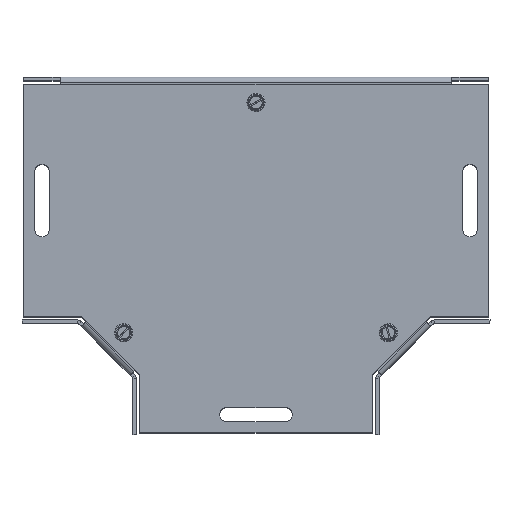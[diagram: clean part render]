
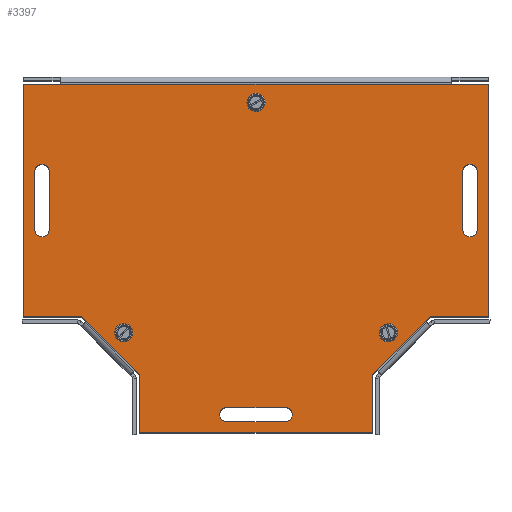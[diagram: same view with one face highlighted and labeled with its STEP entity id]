
A CAD part, top view. The second image highlights one B-rep face of the part: STEP entity #3397.
In plain terms, the highlighted planar face has unit normal (0, 0, 1).
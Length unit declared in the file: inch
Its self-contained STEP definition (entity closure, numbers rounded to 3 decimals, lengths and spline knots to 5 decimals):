
#129=FACE_BOUND('',#543,.T.);
#130=FACE_BOUND('',#544,.T.);
#131=FACE_BOUND('',#545,.T.);
#132=FACE_BOUND('',#546,.T.);
#133=FACE_BOUND('',#547,.T.);
#134=FACE_BOUND('',#548,.T.);
#135=FACE_BOUND('',#549,.T.);
#224=PLANE('',#3624);
#543=EDGE_LOOP('',(#2350,#2351,#2352,#2353));
#544=EDGE_LOOP('',(#2354,#2355,#2356,#2357));
#545=EDGE_LOOP('',(#2358,#2359,#2360,#2361));
#546=EDGE_LOOP('',(#2362,#2363,#2364,#2365,#2366,#2367,#2368,#2369,#2370,
#2371));
#547=EDGE_LOOP('',(#2372));
#548=EDGE_LOOP('',(#2373));
#549=EDGE_LOOP('',(#2374));
#806=LINE('',#4954,#1108);
#810=LINE('',#4965,#1112);
#814=LINE('',#4978,#1116);
#818=LINE('',#4989,#1120);
#822=LINE('',#5002,#1124);
#826=LINE('',#5013,#1128);
#828=LINE('',#5018,#1130);
#832=LINE('',#5026,#1134);
#835=LINE('',#5032,#1137);
#838=LINE('',#5038,#1140);
#839=LINE('',#5040,#1141);
#840=LINE('',#5042,#1142);
#841=LINE('',#5044,#1143);
#842=LINE('',#5046,#1144);
#843=LINE('',#5048,#1145);
#844=LINE('',#5049,#1146);
#1108=VECTOR('',#3956,1.);
#1112=VECTOR('',#3968,1.);
#1116=VECTOR('',#3980,1.);
#1120=VECTOR('',#3992,1.);
#1124=VECTOR('',#4004,1.);
#1128=VECTOR('',#4016,1.);
#1130=VECTOR('',#4020,1.);
#1134=VECTOR('',#4026,1.41421);
#1137=VECTOR('',#4031,1.);
#1140=VECTOR('',#4036,4.);
#1141=VECTOR('',#4037,8.);
#1142=VECTOR('',#4038,4.);
#1143=VECTOR('',#4039,1.);
#1144=VECTOR('',#4040,1.41421);
#1145=VECTOR('',#4041,1.);
#1146=VECTOR('',#4042,4.);
#1408=CIRCLE('',#3598,0.125);
#1410=CIRCLE('',#3602,0.125);
#1412=CIRCLE('',#3606,0.125);
#1414=CIRCLE('',#3610,0.125);
#1416=CIRCLE('',#3614,0.125);
#1418=CIRCLE('',#3618,0.125);
#1420=CIRCLE('',#3625,0.125);
#1421=CIRCLE('',#3626,0.125);
#1422=CIRCLE('',#3627,0.125);
#1534=VERTEX_POINT('',#4944);
#1535=VERTEX_POINT('',#4945);
#1538=VERTEX_POINT('',#4953);
#1540=VERTEX_POINT('',#4959);
#1542=VERTEX_POINT('',#4968);
#1543=VERTEX_POINT('',#4969);
#1546=VERTEX_POINT('',#4977);
#1548=VERTEX_POINT('',#4983);
#1550=VERTEX_POINT('',#4992);
#1551=VERTEX_POINT('',#4993);
#1554=VERTEX_POINT('',#5001);
#1556=VERTEX_POINT('',#5007);
#1558=VERTEX_POINT('',#5016);
#1559=VERTEX_POINT('',#5017);
#1562=VERTEX_POINT('',#5025);
#1564=VERTEX_POINT('',#5031);
#1566=VERTEX_POINT('',#5037);
#1567=VERTEX_POINT('',#5039);
#1568=VERTEX_POINT('',#5041);
#1569=VERTEX_POINT('',#5043);
#1570=VERTEX_POINT('',#5045);
#1571=VERTEX_POINT('',#5047);
#1572=VERTEX_POINT('',#5050);
#1573=VERTEX_POINT('',#5052);
#1574=VERTEX_POINT('',#5054);
#1834=EDGE_CURVE('',#1534,#1535,#1408,.T.);
#1838=EDGE_CURVE('',#1538,#1534,#806,.T.);
#1841=EDGE_CURVE('',#1540,#1538,#1410,.T.);
#1844=EDGE_CURVE('',#1535,#1540,#810,.T.);
#1846=EDGE_CURVE('',#1542,#1543,#1412,.T.);
#1850=EDGE_CURVE('',#1546,#1542,#814,.T.);
#1853=EDGE_CURVE('',#1548,#1546,#1414,.T.);
#1856=EDGE_CURVE('',#1543,#1548,#818,.T.);
#1858=EDGE_CURVE('',#1550,#1551,#1416,.T.);
#1862=EDGE_CURVE('',#1554,#1550,#822,.T.);
#1865=EDGE_CURVE('',#1556,#1554,#1418,.T.);
#1868=EDGE_CURVE('',#1551,#1556,#826,.T.);
#1870=EDGE_CURVE('',#1558,#1559,#828,.T.);
#1874=EDGE_CURVE('',#1559,#1562,#832,.T.);
#1877=EDGE_CURVE('',#1562,#1564,#835,.T.);
#1880=EDGE_CURVE('',#1566,#1564,#838,.T.);
#1881=EDGE_CURVE('',#1567,#1566,#839,.T.);
#1882=EDGE_CURVE('',#1568,#1567,#840,.T.);
#1883=EDGE_CURVE('',#1569,#1568,#841,.T.);
#1884=EDGE_CURVE('',#1570,#1569,#842,.T.);
#1885=EDGE_CURVE('',#1571,#1570,#843,.T.);
#1886=EDGE_CURVE('',#1558,#1571,#844,.T.);
#1887=EDGE_CURVE('',#1572,#1572,#1420,.T.);
#1888=EDGE_CURVE('',#1573,#1573,#1421,.T.);
#1889=EDGE_CURVE('',#1574,#1574,#1422,.T.);
#2350=ORIENTED_EDGE('',*,*,#1834,.T.);
#2351=ORIENTED_EDGE('',*,*,#1844,.T.);
#2352=ORIENTED_EDGE('',*,*,#1841,.T.);
#2353=ORIENTED_EDGE('',*,*,#1838,.T.);
#2354=ORIENTED_EDGE('',*,*,#1846,.T.);
#2355=ORIENTED_EDGE('',*,*,#1856,.T.);
#2356=ORIENTED_EDGE('',*,*,#1853,.T.);
#2357=ORIENTED_EDGE('',*,*,#1850,.T.);
#2358=ORIENTED_EDGE('',*,*,#1858,.T.);
#2359=ORIENTED_EDGE('',*,*,#1868,.T.);
#2360=ORIENTED_EDGE('',*,*,#1865,.T.);
#2361=ORIENTED_EDGE('',*,*,#1862,.T.);
#2362=ORIENTED_EDGE('',*,*,#1870,.T.);
#2363=ORIENTED_EDGE('',*,*,#1874,.T.);
#2364=ORIENTED_EDGE('',*,*,#1877,.T.);
#2365=ORIENTED_EDGE('',*,*,#1880,.F.);
#2366=ORIENTED_EDGE('',*,*,#1881,.F.);
#2367=ORIENTED_EDGE('',*,*,#1882,.F.);
#2368=ORIENTED_EDGE('',*,*,#1883,.F.);
#2369=ORIENTED_EDGE('',*,*,#1884,.F.);
#2370=ORIENTED_EDGE('',*,*,#1885,.F.);
#2371=ORIENTED_EDGE('',*,*,#1886,.F.);
#2372=ORIENTED_EDGE('',*,*,#1887,.T.);
#2373=ORIENTED_EDGE('',*,*,#1888,.T.);
#2374=ORIENTED_EDGE('',*,*,#1889,.T.);
#3397=ADVANCED_FACE('',(#129,#130,#131,#132,#133,#134,#135),#224,.T.);
#3598=AXIS2_PLACEMENT_3D('',#4946,#3948,#3949);
#3602=AXIS2_PLACEMENT_3D('',#4960,#3961,#3962);
#3606=AXIS2_PLACEMENT_3D('',#4970,#3972,#3973);
#3610=AXIS2_PLACEMENT_3D('',#4984,#3985,#3986);
#3614=AXIS2_PLACEMENT_3D('',#4994,#3996,#3997);
#3618=AXIS2_PLACEMENT_3D('',#5008,#4009,#4010);
#3624=AXIS2_PLACEMENT_3D('',#5036,#4034,#4035);
#3625=AXIS2_PLACEMENT_3D('',#5051,#4043,#4044);
#3626=AXIS2_PLACEMENT_3D('',#5053,#4045,#4046);
#3627=AXIS2_PLACEMENT_3D('',#5055,#4047,#4048);
#3948=DIRECTION('center_axis',(0.,0.,-1.));
#3949=DIRECTION('ref_axis',(1.,0.,0.));
#3956=DIRECTION('',(0.,-1.,0.));
#3961=DIRECTION('center_axis',(0.,0.,-1.));
#3962=DIRECTION('ref_axis',(-1.,0.,0.));
#3968=DIRECTION('',(0.,1.,0.));
#3972=DIRECTION('center_axis',(0.,0.,-1.));
#3973=DIRECTION('ref_axis',(-1.,0.,0.));
#3980=DIRECTION('',(0.,-1.,0.));
#3985=DIRECTION('center_axis',(0.,0.,-1.));
#3986=DIRECTION('ref_axis',(1.,0.,0.));
#3992=DIRECTION('',(0.,1.,0.));
#3996=DIRECTION('center_axis',(0.,0.,-1.));
#3997=DIRECTION('ref_axis',(0.,-1.,0.));
#4004=DIRECTION('',(1.,0.,0.));
#4009=DIRECTION('center_axis',(0.,0.,-1.));
#4010=DIRECTION('ref_axis',(0.,1.,0.));
#4016=DIRECTION('',(-1.,0.,0.));
#4020=DIRECTION('',(0.,1.,0.));
#4026=DIRECTION('',(0.707,0.707,0.));
#4031=DIRECTION('',(1.,0.,0.));
#4034=DIRECTION('center_axis',(0.,0.,1.));
#4035=DIRECTION('ref_axis',(1.,0.,0.));
#4036=DIRECTION('',(0.,-1.,0.));
#4037=DIRECTION('',(1.,0.,0.));
#4038=DIRECTION('',(0.,1.,0.));
#4039=DIRECTION('',(-1.,0.,0.));
#4040=DIRECTION('',(-0.707,0.707,0.));
#4041=DIRECTION('',(0.,1.,0.));
#4042=DIRECTION('',(-1.,0.,0.));
#4043=DIRECTION('center_axis',(0.,0.,-1.));
#4044=DIRECTION('ref_axis',(-1.,0.,0.));
#4045=DIRECTION('center_axis',(0.,0.,-1.));
#4046=DIRECTION('ref_axis',(-1.,0.,0.));
#4047=DIRECTION('center_axis',(0.,0.,-1.));
#4048=DIRECTION('ref_axis',(-1.,0.,0.));
#4944=CARTESIAN_POINT('',(3.8125,0.5,0.062));
#4945=CARTESIAN_POINT('',(3.5625,0.5,0.062));
#4946=CARTESIAN_POINT('Origin',(3.6875,0.5,0.062));
#4953=CARTESIAN_POINT('',(3.8125,1.5,0.062));
#4954=CARTESIAN_POINT('',(3.8125,0.82986,0.062));
#4959=CARTESIAN_POINT('',(3.5625,1.5,0.062));
#4960=CARTESIAN_POINT('Origin',(3.6875,1.5,0.062));
#4965=CARTESIAN_POINT('',(3.5625,0.32986,0.062));
#4968=CARTESIAN_POINT('',(-3.5625,0.5,0.062));
#4969=CARTESIAN_POINT('',(-3.8125,0.5,0.062));
#4970=CARTESIAN_POINT('Origin',(-3.6875,0.5,0.062));
#4977=CARTESIAN_POINT('',(-3.5625,1.5,0.062));
#4978=CARTESIAN_POINT('',(-3.5625,0.82986,0.062));
#4983=CARTESIAN_POINT('',(-3.8125,1.5,0.062));
#4984=CARTESIAN_POINT('Origin',(-3.6875,1.5,0.062));
#4989=CARTESIAN_POINT('',(-3.8125,0.32986,0.062));
#4992=CARTESIAN_POINT('',(0.5,-2.5625,0.062));
#4993=CARTESIAN_POINT('',(0.5,-2.8125,0.062));
#4994=CARTESIAN_POINT('Origin',(0.5,-2.6875,0.062));
#5001=CARTESIAN_POINT('',(-0.5,-2.5625,0.062));
#5002=CARTESIAN_POINT('',(-0.15945,-2.5625,0.062));
#5007=CARTESIAN_POINT('',(-0.5,-2.8125,0.062));
#5008=CARTESIAN_POINT('Origin',(-0.5,-2.6875,0.062));
#5013=CARTESIAN_POINT('',(0.34055,-2.8125,0.062));
#5016=CARTESIAN_POINT('',(2.,-3.,0.062));
#5017=CARTESIAN_POINT('',(2.,-2.,0.062));
#5018=CARTESIAN_POINT('',(2.,-1.42014,0.062));
#5025=CARTESIAN_POINT('',(3.,-1.,0.062));
#5026=CARTESIAN_POINT('',(2.0852,-1.9148,0.062));
#5031=CARTESIAN_POINT('',(4.,-1.,0.062));
#5032=CARTESIAN_POINT('',(1.59055,-1.,0.062));
#5036=CARTESIAN_POINT('Origin',(0.18109,0.15972,0.062));
#5037=CARTESIAN_POINT('',(4.,3.,0.062));
#5038=CARTESIAN_POINT('',(4.,-3.,0.062));
#5039=CARTESIAN_POINT('',(-4.,3.,0.062));
#5040=CARTESIAN_POINT('',(4.,3.,0.062));
#5041=CARTESIAN_POINT('',(-4.,-1.,0.062));
#5042=CARTESIAN_POINT('',(-4.,3.,0.062));
#5043=CARTESIAN_POINT('',(-3.,-1.,0.062));
#5044=CARTESIAN_POINT('',(-4.,-1.,0.062));
#5045=CARTESIAN_POINT('',(-2.,-2.,0.062));
#5046=CARTESIAN_POINT('',(-3.,-1.,0.062));
#5047=CARTESIAN_POINT('',(-2.,-3.,0.062));
#5048=CARTESIAN_POINT('',(-2.,-2.,0.062));
#5049=CARTESIAN_POINT('',(-4.,-3.,0.062));
#5050=CARTESIAN_POINT('',(-2.15403,-1.27903,0.062));
#5051=CARTESIAN_POINT('Origin',(-2.27903,-1.27903,0.062));
#5052=CARTESIAN_POINT('',(2.40403,-1.27903,0.062));
#5053=CARTESIAN_POINT('Origin',(2.27903,-1.27903,0.062));
#5054=CARTESIAN_POINT('',(0.125,2.6875,0.062));
#5055=CARTESIAN_POINT('Origin',(0.,2.6875,0.062));
